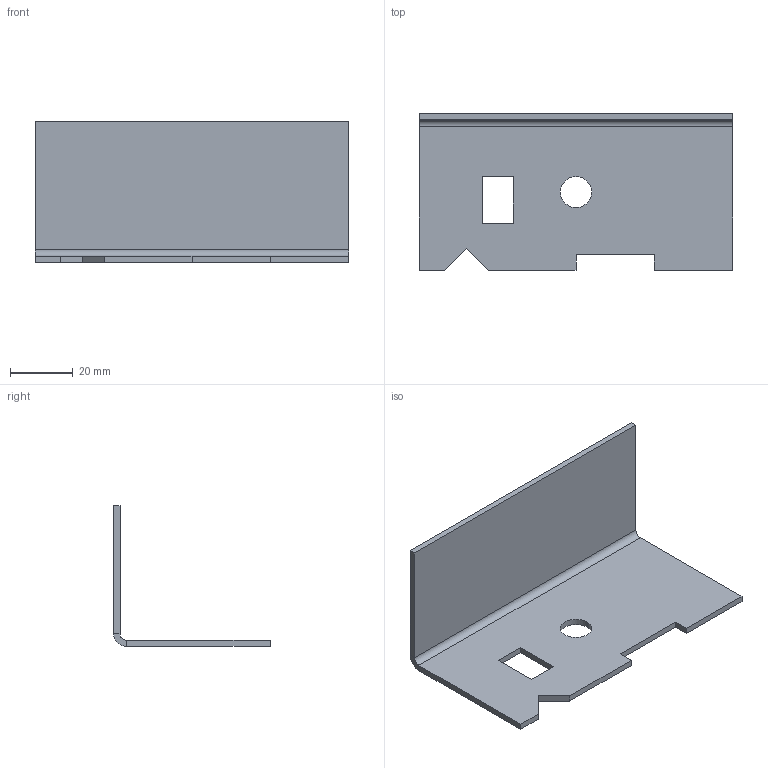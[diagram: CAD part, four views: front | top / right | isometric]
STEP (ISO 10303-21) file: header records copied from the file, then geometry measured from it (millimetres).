
FILE_DESCRIPTION (( 'STEP AP214' ), '1' );
FILE_NAME ('test sheetmetal file3.STEP', '2022-12-12T11:02:32', ( '' ), ( '' ), 'SwSTEP 2.0', 'SolidWorks 2021', '' );
FILE_SCHEMA (( 'AUTOMOTIVE_DESIGN' ));
Length unit declared in the file: millimetre
Products named in the file (1): test sheetmetal file3
Bounding box: 100 x 50 x 45 mm (x, y, z)
Volume: 17535.4 mm3; surface area: 18496.8 mm2
Topology: 1 solids, 1 shells, 27 faces, 67 edges, 42 vertices
Faces by surface type: plane 23, cylinder 4
Entity records: 827 total; most frequent: CARTESIAN_POINT 137, ORIENTED_EDGE 134, DIRECTION 131, EDGE_CURVE 67, LINE 59, VECTOR 59, VERTEX_POINT 42, AXIS2_PLACEMENT_3D 36
